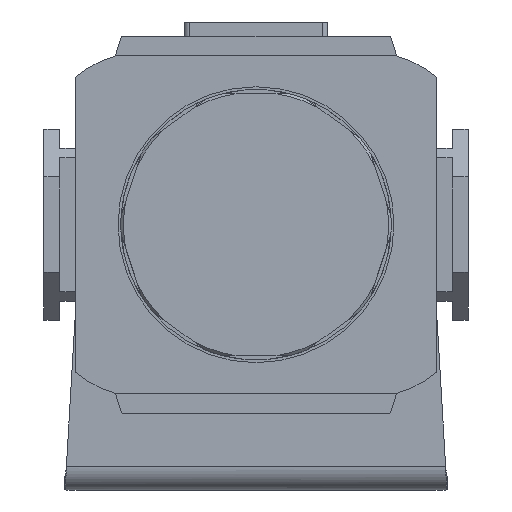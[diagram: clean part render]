
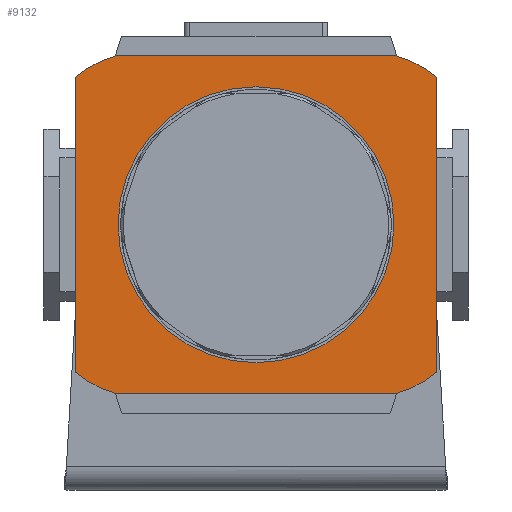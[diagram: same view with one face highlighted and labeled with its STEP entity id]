
A CAD part, front view. The second image highlights one B-rep face of the part: STEP entity #9132.
In plain terms, the highlighted planar face has unit normal (0, -1, 0).
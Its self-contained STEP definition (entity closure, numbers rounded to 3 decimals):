
#339 = AXIS2_PLACEMENT_3D ( 'NONE', #2426, #10479, #3564 ) ;
#351 = CARTESIAN_POINT ( 'NONE',  ( -21.101, -25., 12.647 ) ) ;
#788 = VERTEX_POINT ( 'NONE', #6086 ) ;
#805 = CARTESIAN_POINT ( 'NONE',  ( 34., -25., 31.8 ) ) ;
#1141 = CARTESIAN_POINT ( 'NONE',  ( -34., -25., -27.8 ) ) ;
#1176 = ORIENTED_EDGE ( 'NONE', *, *, #13997, .F. ) ;
#1422 = LINE ( 'NONE', #2608, #7172 ) ;
#1513 = DIRECTION ( 'NONE',  ( -1., 0., 0. ) ) ;
#2210 = CIRCLE ( 'NONE', #339, 19.9 ) ;
#2426 = CARTESIAN_POINT ( 'NONE',  ( -21.101, -25., -12.647 ) ) ;
#2554 = EDGE_CURVE ( 'NONE', #9045, #14424, #12071, .T. ) ;
#2608 = CARTESIAN_POINT ( 'NONE',  ( 34., -25., 35.5 ) ) ;
#2676 = EDGE_CURVE ( 'NONE', #5959, #788, #10976, .T. ) ;
#2842 = CIRCLE ( 'NONE', #11670, 19.9 ) ;
#3342 = PLANE ( 'NONE',  #12591 ) ;
#3564 = DIRECTION ( 'NONE',  ( -1., 0., 0. ) ) ;
#3756 = DIRECTION ( 'NONE',  ( 0., 0., -1. ) ) ;
#3861 = VERTEX_POINT ( 'NONE', #13483 ) ;
#3904 = CARTESIAN_POINT ( 'NONE',  ( 21.101, -25., 12.647 ) ) ;
#3919 = ORIENTED_EDGE ( 'NONE', *, *, #6632, .T. ) ;
#4451 = FACE_OUTER_BOUND ( 'NONE', #14406, .T. ) ;
#5064 = DIRECTION ( 'NONE',  ( 1., 0., 0. ) ) ;
#5194 = CIRCLE ( 'NONE', #13482, 19.9 ) ;
#5252 = CARTESIAN_POINT ( 'NONE',  ( -34., -25., 27.8 ) ) ;
#5668 = DIRECTION ( 'NONE',  ( 0., 1., 0. ) ) ;
#5959 = VERTEX_POINT ( 'NONE', #6126 ) ;
#6086 = CARTESIAN_POINT ( 'NONE',  ( 34., -25., -27.8 ) ) ;
#6126 = CARTESIAN_POINT ( 'NONE',  ( 26.501, -25., -31.8 ) ) ;
#6132 = CARTESIAN_POINT ( 'NONE',  ( 34., -25., 27.8 ) ) ;
#6207 = CARTESIAN_POINT ( 'NONE',  ( 21.101, -25., -12.647 ) ) ;
#6304 = LINE ( 'NONE', #805, #9042 ) ;
#6485 = CARTESIAN_POINT ( 'NONE',  ( -34., -25., 35.5 ) ) ;
#6528 = DIRECTION ( 'NONE',  ( -1., 0., 0. ) ) ;
#6615 = ORIENTED_EDGE ( 'NONE', *, *, #2554, .T. ) ;
#6632 = EDGE_CURVE ( 'NONE', #14759, #3861, #6304, .T. ) ;
#6721 = ORIENTED_EDGE ( 'NONE', *, *, #2676, .T. ) ;
#7172 = VECTOR ( 'NONE', #3756, 1000. ) ;
#7208 = ORIENTED_EDGE ( 'NONE', *, *, #12460, .T. ) ;
#7353 = DIRECTION ( 'NONE',  ( 1., 0., 0. ) ) ;
#7616 = DIRECTION ( 'NONE',  ( 1., 0., 0. ) ) ;
#7805 = ORIENTED_EDGE ( 'NONE', *, *, #9052, .T. ) ;
#8206 = ORIENTED_EDGE ( 'NONE', *, *, #11620, .F. ) ;
#8216 = VECTOR ( 'NONE', #7616, 1000. ) ;
#8405 = DIRECTION ( 'NONE',  ( 0., -1., 0. ) ) ;
#8924 = CARTESIAN_POINT ( 'NONE',  ( -26.501, -25., -31.8 ) ) ;
#9042 = VECTOR ( 'NONE', #6528, 1000. ) ;
#9045 = VERTEX_POINT ( 'NONE', #5252 ) ;
#9048 = VECTOR ( 'NONE', #13425, 1000. ) ;
#9052 = EDGE_CURVE ( 'NONE', #11858, #5959, #11307, .T. ) ;
#9132 = ADVANCED_FACE ( 'NONE', ( #4451 ), #3342, .F. ) ;
#9357 = VERTEX_POINT ( 'NONE', #6132 ) ;
#10218 = EDGE_CURVE ( 'NONE', #11858, #14424, #2210, .T. ) ;
#10360 = ORIENTED_EDGE ( 'NONE', *, *, #10218, .F. ) ;
#10479 = DIRECTION ( 'NONE',  ( 0., 1., 0. ) ) ;
#10976 = CIRCLE ( 'NONE', #14670, 19.9 ) ;
#11307 = LINE ( 'NONE', #14485, #8216 ) ;
#11401 = CARTESIAN_POINT ( 'NONE',  ( 34., -25., 35.5 ) ) ;
#11620 = EDGE_CURVE ( 'NONE', #9357, #788, #1422, .T. ) ;
#11670 = AXIS2_PLACEMENT_3D ( 'NONE', #3904, #11957, #5064 ) ;
#11858 = VERTEX_POINT ( 'NONE', #8924 ) ;
#11957 = DIRECTION ( 'NONE',  ( 0., 1., 0. ) ) ;
#12071 = LINE ( 'NONE', #6485, #9048 ) ;
#12084 = CARTESIAN_POINT ( 'NONE',  ( 26.501, -25., 31.8 ) ) ;
#12460 = EDGE_CURVE ( 'NONE', #3861, #9045, #5194, .T. ) ;
#12591 = AXIS2_PLACEMENT_3D ( 'NONE', #11401, #5668, #13685 ) ;
#13425 = DIRECTION ( 'NONE',  ( 0., 0., -1. ) ) ;
#13482 = AXIS2_PLACEMENT_3D ( 'NONE', #351, #8405, #1513 ) ;
#13483 = CARTESIAN_POINT ( 'NONE',  ( -26.501, -25., 31.8 ) ) ;
#13685 = DIRECTION ( 'NONE',  ( -1., 0., 0. ) ) ;
#13997 = EDGE_CURVE ( 'NONE', #14759, #9357, #2842, .T. ) ;
#14239 = DIRECTION ( 'NONE',  ( 0., -1., 0. ) ) ;
#14406 = EDGE_LOOP ( 'NONE', ( #10360, #7805, #6721, #8206, #1176, #3919, #7208, #6615 ) ) ;
#14424 = VERTEX_POINT ( 'NONE', #1141 ) ;
#14485 = CARTESIAN_POINT ( 'NONE',  ( 34., -25., -31.8 ) ) ;
#14670 = AXIS2_PLACEMENT_3D ( 'NONE', #6207, #14239, #7353 ) ;
#14759 = VERTEX_POINT ( 'NONE', #12084 ) ;
